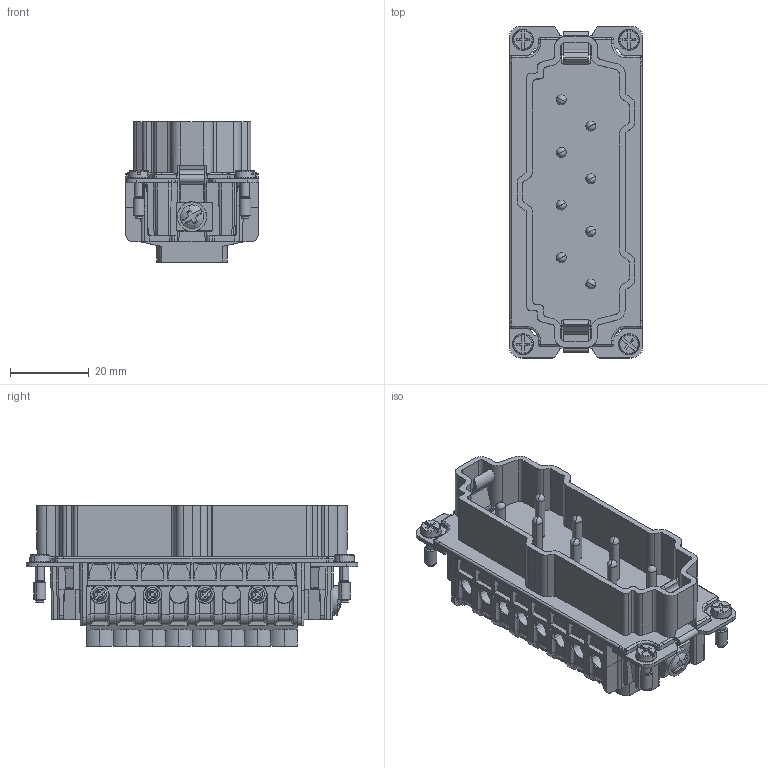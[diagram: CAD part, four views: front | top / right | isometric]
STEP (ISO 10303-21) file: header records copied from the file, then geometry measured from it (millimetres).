
FILE_DESCRIPTION(('CATIA V5 STEP Exchange','CAx-IF Rec.Pracs.--- Model Styling and Organization---1.4--- 2014-01-23'),'2;1');
FILE_NAME ('13460149_3_1651330000_1651330000.stp','2019-10-25T10:44:14+00:00',('none'),('Weidmueller'),'CATIA Version 5-6 Release 2016 SP3 HF44','CATIA V5 STEP AP214','none');
FILE_SCHEMA(('AUTOMOTIVE_DESIGN { 1 0 10303 214 1 1 1 1 }'));
Products named in the file (1): 1651330000
Bounding box: 34 x 84.5 x 35.7 mm (x, y, z)
Volume: 40562.5 mm3; surface area: 24392.4 mm2
Topology: 1 solids, 33 shells, 2487 faces, 7693 edges, 5277 vertices
Faces by surface type: plane 1235, cylinder 721, cone 251, torus 134, extrusion 76, sphere 62, bspline 8
Entity records: 89225 total; most frequent: CARTESIAN_POINT 27629, ORIENTED_EDGE 15334, DIRECTION 8892, EDGE_CURVE 7667, VERTEX_POINT 5277, VECTOR 4185, LINE 4109, AXIS2_PLACEMENT_3D 3169
